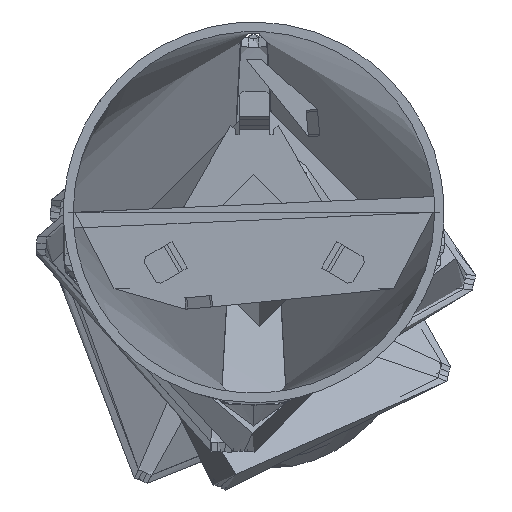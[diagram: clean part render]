
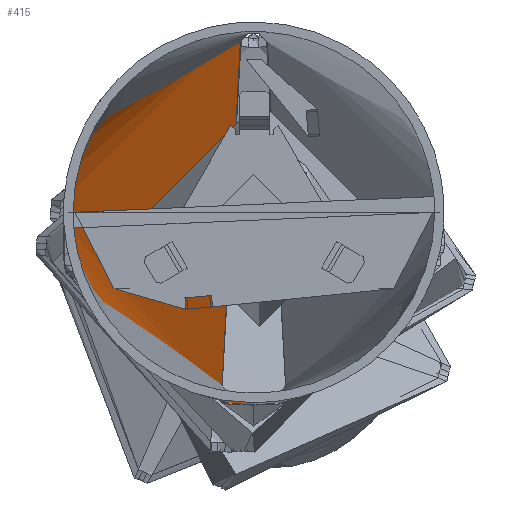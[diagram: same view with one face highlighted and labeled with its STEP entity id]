
A CAD part, top view. The second image highlights one B-rep face of the part: STEP entity #415.
In plain terms, the highlighted free-form (B-spline) face has degree [2, 1] with [9, 2] control points.
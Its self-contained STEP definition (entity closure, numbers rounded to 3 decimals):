
#415=ADVANCED_FACE('',(#772),#6142,.T.);
#772=FACE_OUTER_BOUND('',#1150,.T.);
#1150=EDGE_LOOP('',(#3035,#3036,#3037,#3038,#3039,#3040,#3041,#3042,#3043));
#3035=ORIENTED_EDGE('',*,*,#3610,.F.);
#3036=ORIENTED_EDGE('',*,*,#4060,.F.);
#3037=ORIENTED_EDGE('',*,*,#4083,.T.);
#3038=ORIENTED_EDGE('',*,*,#4058,.F.);
#3039=ORIENTED_EDGE('',*,*,#4084,.T.);
#3040=ORIENTED_EDGE('',*,*,#4085,.F.);
#3041=ORIENTED_EDGE('',*,*,#4086,.F.);
#3042=ORIENTED_EDGE('',*,*,#4072,.F.);
#3043=ORIENTED_EDGE('',*,*,#4068,.T.);
#3610=EDGE_CURVE('',#5490,#5483,#5024,.T.);
#4058=EDGE_CURVE('',#5792,#5793,#4742,.T.);
#4060=EDGE_CURVE('',#5794,#5490,#4743,.T.);
#4068=EDGE_CURVE('',#5806,#5483,#4751,.T.);
#4072=EDGE_CURVE('',#5806,#5803,#4755,.T.);
#4083=EDGE_CURVE('',#5794,#5793,#5128,.T.);
#4084=EDGE_CURVE('',#5792,#5809,#4762,.T.);
#4085=EDGE_CURVE('',#5804,#5809,#4763,.T.);
#4086=EDGE_CURVE('',#5803,#5804,#5129,.T.);
#4742=B_SPLINE_CURVE_WITH_KNOTS('',1,(#16076,#16077),.UNSPECIFIED.,.F.,
 .F.,(2,2),(-0.728,-0.272),.UNSPECIFIED.);
#4743=B_SPLINE_CURVE_WITH_KNOTS('',1,(#16083,#16084),.UNSPECIFIED.,.F.,
 .F.,(2,2),(-0.728,-0.272),.UNSPECIFIED.);
#4751=B_SPLINE_CURVE_WITH_KNOTS('',3,(#16103,#16104,#16105,#16106,#16107,
#16108,#16109,#16110),.UNSPECIFIED.,.F.,.F.,(4,2,2,4),(0.,0.499,
0.75,1.),.UNSPECIFIED.);
#4755=B_SPLINE_CURVE_WITH_KNOTS('',3,(#16125,#16126,#16127,#16128),
 .UNSPECIFIED.,.F.,.F.,(4,4),(-1.,0.),.UNSPECIFIED.);
#4762=B_SPLINE_CURVE_WITH_KNOTS('',3,(#16176,#16177,#16178,#16179),
 .UNSPECIFIED.,.F.,.F.,(4,4),(0.,1.),.UNSPECIFIED.);
#4763=B_SPLINE_CURVE_WITH_KNOTS('',3,(#16180,#16181,#16182,#16183),
 .UNSPECIFIED.,.F.,.F.,(4,4),(-1.,0.),.UNSPECIFIED.);
#5024=(
BOUNDED_CURVE()
B_SPLINE_CURVE(2,(#14418,#14419,#14420),.UNSPECIFIED.,.F.,.F.)
B_SPLINE_CURVE_WITH_KNOTS((3,3),(-1.,0.),.UNSPECIFIED.)
CURVE()
GEOMETRIC_REPRESENTATION_ITEM()
RATIONAL_B_SPLINE_CURVE((1.,0.999,1.))
REPRESENTATION_ITEM('')
);
#5128=(
BOUNDED_CURVE()
B_SPLINE_CURVE(2,(#16171,#16172,#16173,#16174,#16175),.UNSPECIFIED.,.F.,
 .F.)
B_SPLINE_CURVE_WITH_KNOTS((3,2,3),(0.,78.54,157.08),
 .UNSPECIFIED.)
CURVE()
GEOMETRIC_REPRESENTATION_ITEM()
RATIONAL_B_SPLINE_CURVE((1.,0.707,1.,0.707,1.))
REPRESENTATION_ITEM('')
);
#5129=(
BOUNDED_CURVE()
B_SPLINE_CURVE(2,(#16184,#16185,#16186,#16187,#16188),.UNSPECIFIED.,.F.,
 .F.)
B_SPLINE_CURVE_WITH_KNOTS((3,2,3),(-1.,-0.5,0.),.UNSPECIFIED.)
CURVE()
GEOMETRIC_REPRESENTATION_ITEM()
RATIONAL_B_SPLINE_CURVE((1.,0.748,1.,0.748,1.))
REPRESENTATION_ITEM('')
);
#5483=VERTEX_POINT('',#13498);
#5490=VERTEX_POINT('',#13505);
#5792=VERTEX_POINT('',#13807);
#5793=VERTEX_POINT('',#13808);
#5794=VERTEX_POINT('',#13809);
#5803=VERTEX_POINT('',#13818);
#5804=VERTEX_POINT('',#13819);
#5806=VERTEX_POINT('',#13821);
#5809=VERTEX_POINT('',#13824);
#6142=(
BOUNDED_SURFACE()
B_SPLINE_SURFACE(2,1,((#13248,#13249),(#13250,#13251),(#13252,#13253),(#13254,
#13255),(#13256,#13257),(#13258,#13259),(#13260,#13261),(#13262,#13263),
(#13264,#13265)),.UNSPECIFIED.,.T.,.F.,.F.)
B_SPLINE_SURFACE_WITH_KNOTS((3,2,2,2,3),(2,2),(0.,78.54,157.08,
235.619,314.159),(0.,301.219),.UNSPECIFIED.)
GEOMETRIC_REPRESENTATION_ITEM()
RATIONAL_B_SPLINE_SURFACE(((1.,1.),(0.707,0.707),
(1.,1.),(0.707,0.707),(1.,1.),(0.707,
0.707),(1.,1.),(0.707,0.707),(1.,1.)))
REPRESENTATION_ITEM('')
SURFACE()
);
#13248=CARTESIAN_POINT('',(48.632,0.,-284.507));
#13249=CARTESIAN_POINT('',(48.632,0.,16.712));
#13250=CARTESIAN_POINT('',(48.632,50.,-284.507));
#13251=CARTESIAN_POINT('',(48.632,50.,16.712));
#13252=CARTESIAN_POINT('',(-1.368,50.,-284.507));
#13253=CARTESIAN_POINT('',(-1.368,50.,16.712));
#13254=CARTESIAN_POINT('',(-51.368,50.,-284.507));
#13255=CARTESIAN_POINT('',(-51.368,50.,16.712));
#13256=CARTESIAN_POINT('',(-51.368,0.,-284.507));
#13257=CARTESIAN_POINT('',(-51.368,0.,16.712));
#13258=CARTESIAN_POINT('',(-51.368,-50.,-284.507));
#13259=CARTESIAN_POINT('',(-51.368,-50.,16.712));
#13260=CARTESIAN_POINT('',(-1.368,-50.,-284.507));
#13261=CARTESIAN_POINT('',(-1.368,-50.,16.712));
#13262=CARTESIAN_POINT('',(48.632,-50.,-284.507));
#13263=CARTESIAN_POINT('',(48.632,-50.,16.712));
#13264=CARTESIAN_POINT('',(48.632,0.,-284.507));
#13265=CARTESIAN_POINT('',(48.632,0.,16.712));
#13498=CARTESIAN_POINT('',(-4.764,-49.885,-258.897));
#13505=CARTESIAN_POINT('',(-1.368,-50.,-258.897));
#13807=CARTESIAN_POINT('',(-1.368,50.,-257.647));
#13808=CARTESIAN_POINT('',(-1.368,50.,-8.897));
#13809=CARTESIAN_POINT('',(-1.368,-50.,-8.897));
#13818=CARTESIAN_POINT('',(-9.926,-49.262,-258.897));
#13819=CARTESIAN_POINT('',(-4.676,49.891,-258.897));
#13821=CARTESIAN_POINT('',(-7.941,-49.566,-258.147));
#13824=CARTESIAN_POINT('',(-2.691,49.982,-258.147));
#14418=CARTESIAN_POINT('',(-1.368,-50.,-258.897));
#14419=CARTESIAN_POINT('',(-3.068,-50.,-258.897));
#14420=CARTESIAN_POINT('',(-4.764,-49.885,-258.897));
#16076=CARTESIAN_POINT('',(-1.368,50.,-257.647));
#16077=CARTESIAN_POINT('',(-1.368,50.,-8.897));
#16083=CARTESIAN_POINT('',(-1.368,-50.,-8.897));
#16084=CARTESIAN_POINT('',(-1.368,-50.,-258.897));
#16103=CARTESIAN_POINT('',(-7.941,-49.566,-258.147));
#16104=CARTESIAN_POINT('',(-7.466,-49.629,-257.728));
#16105=CARTESIAN_POINT('',(-6.792,-49.709,-257.556));
#16106=CARTESIAN_POINT('',(-5.862,-49.799,-257.769));
#16107=CARTESIAN_POINT('',(-5.568,-49.824,-257.915));
#16108=CARTESIAN_POINT('',(-5.08,-49.862,-258.329));
#16109=CARTESIAN_POINT('',(-4.886,-49.876,-258.597));
#16110=CARTESIAN_POINT('',(-4.764,-49.885,-258.897));
#16125=CARTESIAN_POINT('',(-7.941,-49.566,-258.147));
#16126=CARTESIAN_POINT('',(-8.511,-49.491,-258.65));
#16127=CARTESIAN_POINT('',(-9.226,-49.384,-258.897));
#16128=CARTESIAN_POINT('',(-9.926,-49.262,-258.897));
#16171=CARTESIAN_POINT('',(-1.368,-50.,-8.897));
#16172=CARTESIAN_POINT('',(-51.368,-50.,-8.897));
#16173=CARTESIAN_POINT('',(-51.368,0.,-8.897));
#16174=CARTESIAN_POINT('',(-51.368,50.,-8.897));
#16175=CARTESIAN_POINT('',(-1.368,50.,-8.897));
#16176=CARTESIAN_POINT('',(-1.368,50.,-257.647));
#16177=CARTESIAN_POINT('',(-1.899,50.,-257.647));
#16178=CARTESIAN_POINT('',(-2.294,49.993,-257.796));
#16179=CARTESIAN_POINT('',(-2.691,49.982,-258.147));
#16180=CARTESIAN_POINT('',(-4.676,49.891,-258.897));
#16181=CARTESIAN_POINT('',(-3.881,49.943,-258.897));
#16182=CARTESIAN_POINT('',(-3.288,49.967,-258.674));
#16183=CARTESIAN_POINT('',(-2.691,49.982,-258.147));
#16184=CARTESIAN_POINT('',(-9.926,-49.262,-258.897));
#16185=CARTESIAN_POINT('',(-53.645,-41.668,-258.897));
#16186=CARTESIAN_POINT('',(-51.298,2.644,-258.897));
#16187=CARTESIAN_POINT('',(-48.952,46.955,-258.897));
#16188=CARTESIAN_POINT('',(-4.676,49.891,-258.897));
